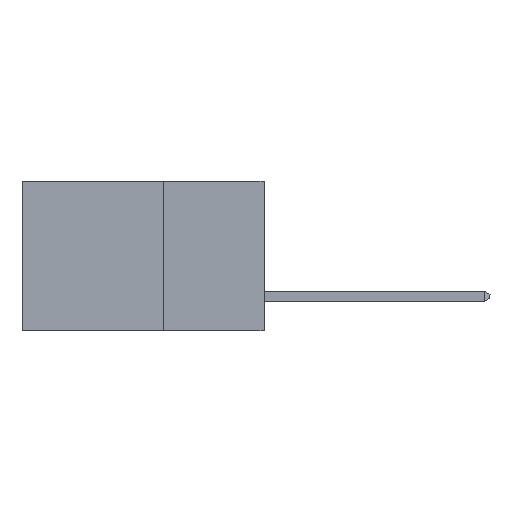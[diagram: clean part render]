
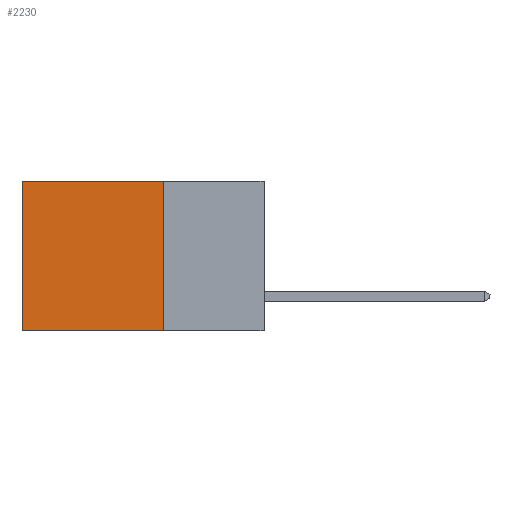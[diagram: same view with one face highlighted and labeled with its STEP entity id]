
A CAD part, left-side view. The second image highlights one B-rep face of the part: STEP entity #2230.
In plain terms, the highlighted planar face has unit normal (-1, 0, 0).
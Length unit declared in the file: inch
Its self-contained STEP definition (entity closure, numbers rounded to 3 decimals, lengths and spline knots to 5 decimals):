
#230 = EDGE_CURVE ( 'NONE', #6707, #2150, #9306, .T. ) ;
#370 = ORIENTED_EDGE ( 'NONE', *, *, #230, .F. ) ;
#705 = DIRECTION ( 'NONE',  ( 0., 1., 0. ) ) ;
#823 = ORIENTED_EDGE ( 'NONE', *, *, #1295, .T. ) ;
#1295 = EDGE_CURVE ( 'NONE', #8293, #6516, #3253, .T. ) ;
#1748 = FACE_OUTER_BOUND ( 'NONE', #5258, .T. ) ;
#1784 = DIRECTION ( 'NONE',  ( 0., 0., -1. ) ) ;
#1799 = VECTOR ( 'NONE', #4493, 39.37008 ) ;
#1815 = VECTOR ( 'NONE', #705, 39.37008 ) ;
#1876 = CARTESIAN_POINT ( 'NONE',  ( 0.2615, 0.25, 0. ) ) ;
#2012 = CARTESIAN_POINT ( 'NONE',  ( 0.2615, 0.6, 0. ) ) ;
#2150 = VERTEX_POINT ( 'NONE', #5396 ) ;
#2230 = ADVANCED_FACE ( 'NONE', ( #1748 ), #7063, .F. ) ;
#2251 = LINE ( 'NONE', #5253, #1799 ) ;
#2791 = CARTESIAN_POINT ( 'NONE',  ( 0.2615, 0.6, -0.37 ) ) ;
#2819 = CARTESIAN_POINT ( 'NONE',  ( 0.2615, 0.25, 0. ) ) ;
#3210 = DIRECTION ( 'NONE',  ( 0., 0., -1. ) ) ;
#3253 = LINE ( 'NONE', #9330, #9453 ) ;
#3569 = ORIENTED_EDGE ( 'NONE', *, *, #6596, .T. ) ;
#4493 = DIRECTION ( 'NONE',  ( 0., 1., 0. ) ) ;
#4848 = EDGE_CURVE ( 'NONE', #2150, #6516, #2251, .T. ) ;
#5253 = CARTESIAN_POINT ( 'NONE',  ( 0.2615, 0.25, -0.37 ) ) ;
#5258 = EDGE_LOOP ( 'NONE', ( #823, #6156, #370, #3569 ) ) ;
#5296 = AXIS2_PLACEMENT_3D ( 'NONE', #6459, #6274, #1784 ) ;
#5396 = CARTESIAN_POINT ( 'NONE',  ( 0.2615, 0.25, -0.37 ) ) ;
#6156 = ORIENTED_EDGE ( 'NONE', *, *, #4848, .F. ) ;
#6222 = CARTESIAN_POINT ( 'NONE',  ( 0.2615, 0.25, -0.37 ) ) ;
#6274 = DIRECTION ( 'NONE',  ( 1., 0., 0. ) ) ;
#6459 = CARTESIAN_POINT ( 'NONE',  ( 0.2615, 0.25, -0.37 ) ) ;
#6516 = VERTEX_POINT ( 'NONE', #2791 ) ;
#6596 = EDGE_CURVE ( 'NONE', #6707, #8293, #9575, .T. ) ;
#6707 = VERTEX_POINT ( 'NONE', #1876 ) ;
#7063 = PLANE ( 'NONE',  #5296 ) ;
#7980 = VECTOR ( 'NONE', #9255, 39.37008 ) ;
#8293 = VERTEX_POINT ( 'NONE', #2012 ) ;
#9255 = DIRECTION ( 'NONE',  ( 0., 0., -1. ) ) ;
#9306 = LINE ( 'NONE', #6222, #7980 ) ;
#9330 = CARTESIAN_POINT ( 'NONE',  ( 0.2615, 0.6, -0.37 ) ) ;
#9453 = VECTOR ( 'NONE', #3210, 39.37008 ) ;
#9575 = LINE ( 'NONE', #2819, #1815 ) ;
